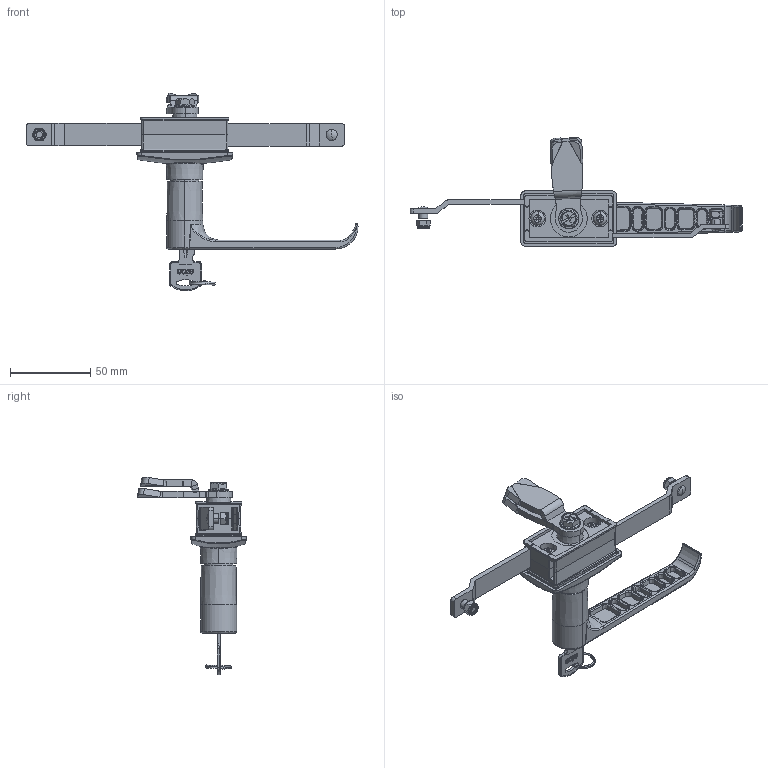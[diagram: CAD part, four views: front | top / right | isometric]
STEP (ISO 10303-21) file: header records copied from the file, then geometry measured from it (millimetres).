
FILE_DESCRIPTION (( 'STEP AP203' ), '1' );
FILE_NAME ('KI138.5.512.60.Z.V.STEP', '2022-08-26T05:06:43', ( '' ), ( '' ), 'SwSTEP 2.0', 'SolidWorks 2021', '' );
FILE_SCHEMA (( 'CONFIG_CONTROL_DESIGN' ));
Length unit declared in the file: millimetre
Products named in the file (1): KI138.5.512.60.Z.V
Bounding box: 206.61 x 67.78 x 122.85 mm (x, y, z)
Surface area: 38258.7 mm2 (no closed solid volume)
Topology: 0 solids, 31 shells, 684 faces, 2241 edges, 1552 vertices
Faces by surface type: plane 278, bspline 174, cylinder 161, cone 44, torus 27
Entity records: 33969 total; most frequent: CARTESIAN_POINT 16480, ORIENTED_EDGE 3730, DIRECTION 2971, EDGE_CURVE 2231, VERTEX_POINT 1552, AXIS2_PLACEMENT_3D 998, VECTOR 975, LINE 975
